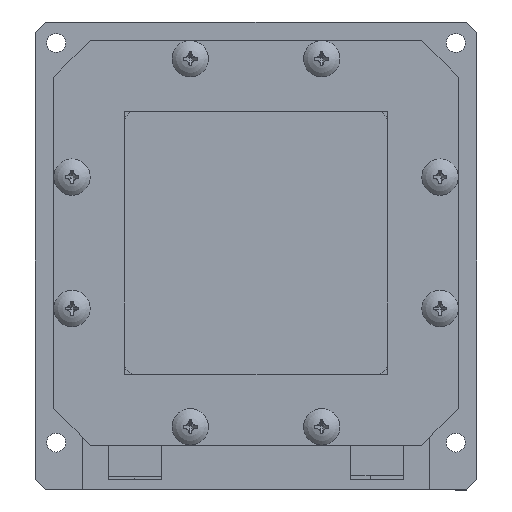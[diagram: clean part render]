
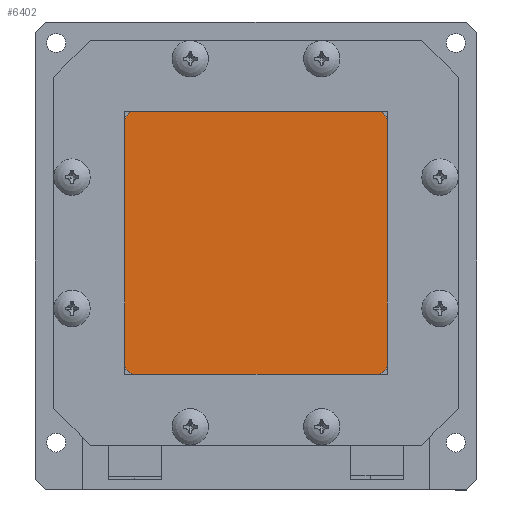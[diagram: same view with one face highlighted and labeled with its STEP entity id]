
A CAD part, top view. The second image highlights one B-rep face of the part: STEP entity #6402.
In plain terms, the highlighted planar face has unit normal (0, 0, 1).
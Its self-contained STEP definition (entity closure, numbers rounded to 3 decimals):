
#377=PLANE('',#6842);
#617=FACE_OUTER_BOUND('',#999,.T.);
#999=EDGE_LOOP('',(#4418,#4419,#4420,#4421));
#1452=LINE('',#9469,#1874);
#1455=LINE('',#9475,#1877);
#1458=LINE('',#9481,#1880);
#1461=LINE('',#9485,#1883);
#1874=VECTOR('',#7725,10.);
#1877=VECTOR('',#7730,10.);
#1880=VECTOR('',#7735,10.);
#1883=VECTOR('',#7740,10.);
#2632=VERTEX_POINT('',#9466);
#2633=VERTEX_POINT('',#9468);
#2635=VERTEX_POINT('',#9474);
#2637=VERTEX_POINT('',#9480);
#3310=EDGE_CURVE('',#2633,#2632,#1452,.T.);
#3313=EDGE_CURVE('',#2635,#2633,#1455,.T.);
#3316=EDGE_CURVE('',#2637,#2635,#1458,.T.);
#3319=EDGE_CURVE('',#2632,#2637,#1461,.T.);
#4418=ORIENTED_EDGE('',*,*,#3319,.T.);
#4419=ORIENTED_EDGE('',*,*,#3316,.T.);
#4420=ORIENTED_EDGE('',*,*,#3313,.T.);
#4421=ORIENTED_EDGE('',*,*,#3310,.T.);
#6402=ADVANCED_FACE('',(#617),#377,.T.);
#6842=AXIS2_PLACEMENT_3D('',#9487,#7743,#7744);
#7725=DIRECTION('',(0.,1.,0.));
#7730=DIRECTION('',(1.,0.,0.));
#7735=DIRECTION('',(0.,-1.,0.));
#7740=DIRECTION('',(-1.,0.,0.));
#7743=DIRECTION('center_axis',(0.,0.,
1.));
#7744=DIRECTION('ref_axis',(1.,0.,0.));
#9466=CARTESIAN_POINT('',(28.,30.5,4.3));
#9468=CARTESIAN_POINT('',(28.,-25.5,4.3));
#9469=CARTESIAN_POINT('',(28.,30.5,4.3));
#9474=CARTESIAN_POINT('',(-28.,-25.5,4.3));
#9475=CARTESIAN_POINT('',(28.,-25.5,4.3));
#9480=CARTESIAN_POINT('',(-28.,30.5,4.3));
#9481=CARTESIAN_POINT('',(-28.,-25.5,4.3));
#9485=CARTESIAN_POINT('',(-28.,30.5,4.3));
#9487=CARTESIAN_POINT('Origin',(0.,2.5,4.3));
